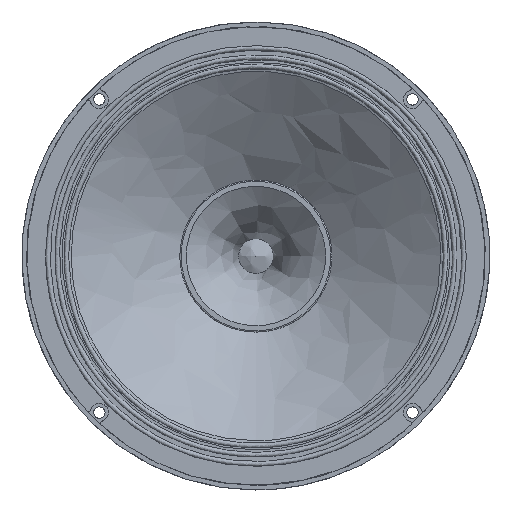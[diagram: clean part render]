
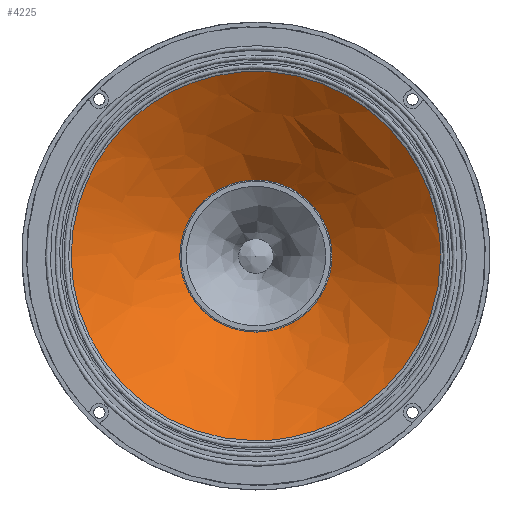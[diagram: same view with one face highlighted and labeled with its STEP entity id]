
A CAD part, top view. The second image highlights one B-rep face of the part: STEP entity #4225.
In plain terms, the highlighted free-form (B-spline) face has degree [2, 1] with [9, 2] control points.
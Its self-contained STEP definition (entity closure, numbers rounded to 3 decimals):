
#2415 = VERTEX_POINT('',#2416);
#2416 = CARTESIAN_POINT('',(13.021,0.,
    -75.803));
#2422 = EDGE_CURVE('',#2415,#2423,#2425,.T.);
#2423 = VERTEX_POINT('',#2424);
#2424 = CARTESIAN_POINT('',(0.,-13.021,
    -75.803));
#2425 = ( BOUNDED_CURVE() B_SPLINE_CURVE(2,(#2426,#2427,#2428),
.UNSPECIFIED.,.F.,.F.) B_SPLINE_CURVE_WITH_KNOTS((3,3),(1.571,
3.142),.PIECEWISE_BEZIER_KNOTS.) CURVE() 
GEOMETRIC_REPRESENTATION_ITEM() RATIONAL_B_SPLINE_CURVE((1.,
0.707,1.)) REPRESENTATION_ITEM('') );
#2426 = CARTESIAN_POINT('',(13.021,0.,
    -75.803));
#2427 = CARTESIAN_POINT('',(13.021,-13.021,
    -75.803));
#2428 = CARTESIAN_POINT('',(0.,-13.021,
    -75.803));
#2430 = EDGE_CURVE('',#2423,#2415,#2431,.T.);
#2431 = ( BOUNDED_CURVE() B_SPLINE_CURVE(2,(#2432,#2433,#2434,#2435,
#2436),.UNSPECIFIED.,.F.,.F.) B_SPLINE_CURVE_WITH_KNOTS((3,2,3),(
    3.142,5.498,7.854),
.PIECEWISE_BEZIER_KNOTS.) CURVE() GEOMETRIC_REPRESENTATION_ITEM() 
RATIONAL_B_SPLINE_CURVE((1.,0.383,1.,0.383,1.)) 
REPRESENTATION_ITEM('') );
#2432 = CARTESIAN_POINT('',(0.,-13.021,
    -75.803));
#2433 = CARTESIAN_POINT('',(-31.435,-13.021,
    -75.803));
#2434 = CARTESIAN_POINT('',(-9.207,9.207,
    -75.803));
#2435 = CARTESIAN_POINT('',(13.021,31.435,
    -75.803));
#2436 = CARTESIAN_POINT('',(13.021,0.,
    -75.803));
#4174 = VERTEX_POINT('',#4175);
#4175 = CARTESIAN_POINT('',(112.533,0.,
    -6.067));
#4181 = EDGE_CURVE('',#4174,#4182,#4184,.T.);
#4182 = VERTEX_POINT('',#4183);
#4183 = CARTESIAN_POINT('',(0.,-112.533,
    -6.067));
#4184 = ( BOUNDED_CURVE() B_SPLINE_CURVE(2,(#4185,#4186,#4187),
.UNSPECIFIED.,.F.,.F.) B_SPLINE_CURVE_WITH_KNOTS((3,3),(4.712,
6.283),.PIECEWISE_BEZIER_KNOTS.) CURVE() 
GEOMETRIC_REPRESENTATION_ITEM() RATIONAL_B_SPLINE_CURVE((1.,
0.707,1.)) REPRESENTATION_ITEM('') );
#4185 = CARTESIAN_POINT('',(112.533,0.,
    -6.067));
#4186 = CARTESIAN_POINT('',(112.533,-112.533,
    -6.067));
#4187 = CARTESIAN_POINT('',(0.,-112.533,
    -6.067));
#4189 = EDGE_CURVE('',#4182,#4174,#4190,.T.);
#4190 = ( BOUNDED_CURVE() B_SPLINE_CURVE(2,(#4191,#4192,#4193,#4194,
#4195),.UNSPECIFIED.,.F.,.F.) B_SPLINE_CURVE_WITH_KNOTS((3,2,3),(0.,
2.356,4.712),.PIECEWISE_BEZIER_KNOTS.) CURVE() 
GEOMETRIC_REPRESENTATION_ITEM() RATIONAL_B_SPLINE_CURVE((1.,
0.383,1.,0.383,1.)) REPRESENTATION_ITEM('') );
#4191 = CARTESIAN_POINT('',(0.,-112.533,
    -6.067));
#4192 = CARTESIAN_POINT('',(-271.679,-112.533,
    -6.067));
#4193 = CARTESIAN_POINT('',(-79.573,79.573,
    -6.067));
#4194 = CARTESIAN_POINT('',(112.533,271.679,
    -6.067));
#4195 = CARTESIAN_POINT('',(112.533,0.,
    -6.067));
#4225 = ADVANCED_FACE('',(#4226),#4238,.F.);
#4226 = FACE_BOUND('',#4227,.F.);
#4227 = EDGE_LOOP('',(#4228,#4233,#4234,#4235,#4236,#4237));
#4228 = ORIENTED_EDGE('',*,*,#4229,.T.);
#4229 = EDGE_CURVE('',#2423,#4182,#4230,.T.);
#4230 = B_SPLINE_CURVE_WITH_KNOTS('',1,(#4231,#4232),.UNSPECIFIED.,.F.,
  .F.,(2,2),(-39.208,48.159),.PIECEWISE_BEZIER_KNOTS.);
#4231 = CARTESIAN_POINT('',(0.,-13.021,
    -75.803));
#4232 = CARTESIAN_POINT('',(0.,-112.533,
    -6.067));
#4233 = ORIENTED_EDGE('',*,*,#4189,.T.);
#4234 = ORIENTED_EDGE('',*,*,#4181,.T.);
#4235 = ORIENTED_EDGE('',*,*,#4229,.F.);
#4236 = ORIENTED_EDGE('',*,*,#2422,.F.);
#4237 = ORIENTED_EDGE('',*,*,#2430,.F.);
#4238 = ( BOUNDED_SURFACE() B_SPLINE_SURFACE(2,1,(
    (#4239,#4240)
    ,(#4241,#4242)
    ,(#4243,#4244)
    ,(#4245,#4246)
    ,(#4247,#4248)
    ,(#4249,#4250)
    ,(#4251,#4252)
    ,(#4253,#4254)
    ,(#4255,#4256
)),.UNSPECIFIED.,.T.,.F.,.F.) B_SPLINE_SURFACE_WITH_KNOTS((3,2,2,2,3),(2
    ,2),(3.142,4.189,6.283,8.378,
    9.425),(-39.208,48.159),.UNSPECIFIED.) 
GEOMETRIC_REPRESENTATION_ITEM() RATIONAL_B_SPLINE_SURFACE((
    (0.75,0.75)
    ,(0.75,0.75)
    ,(1.,1.)
    ,(0.5,0.5)
    ,(1.,1.)
    ,(0.5,0.5)
    ,(1.,1.)
    ,(0.75,0.75)
,(0.75,0.75))) REPRESENTATION_ITEM('') SURFACE() );
#4239 = CARTESIAN_POINT('',(0.,-13.021,-75.803));
#4240 = CARTESIAN_POINT('',(0.,-112.533,-6.067));
#4241 = CARTESIAN_POINT('',(7.518,-13.021,
    -75.803));
#4242 = CARTESIAN_POINT('',(64.971,-112.533,
    -6.067));
#4243 = CARTESIAN_POINT('',(11.276,-6.51,
    -75.803));
#4244 = CARTESIAN_POINT('',(97.456,-56.266,
    -6.067));
#4245 = CARTESIAN_POINT('',(22.553,13.021,
    -75.803));
#4246 = CARTESIAN_POINT('',(194.913,112.533,
    -6.067));
#4247 = CARTESIAN_POINT('',(0.,13.021,-75.803));
#4248 = CARTESIAN_POINT('',(0.,112.533,-6.067));
#4249 = CARTESIAN_POINT('',(-22.553,13.021,
    -75.803));
#4250 = CARTESIAN_POINT('',(-194.913,112.533,
    -6.067));
#4251 = CARTESIAN_POINT('',(-11.276,-6.51,
    -75.803));
#4252 = CARTESIAN_POINT('',(-97.456,-56.266,
    -6.067));
#4253 = CARTESIAN_POINT('',(-7.518,-13.021,
    -75.803));
#4254 = CARTESIAN_POINT('',(-64.971,-112.533,
    -6.067));
#4255 = CARTESIAN_POINT('',(0.,-13.021,-75.803));
#4256 = CARTESIAN_POINT('',(0.,-112.533,-6.067));
